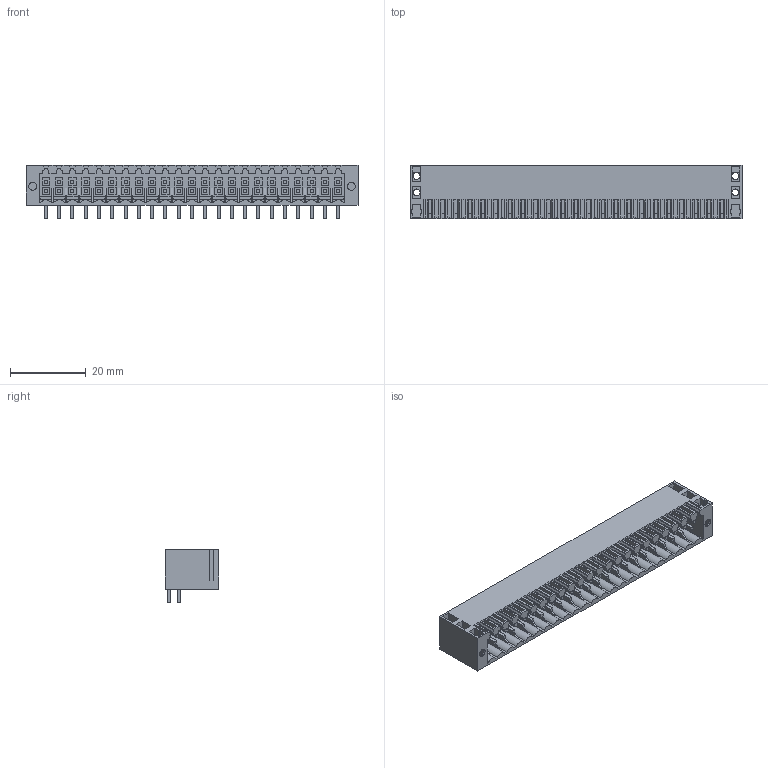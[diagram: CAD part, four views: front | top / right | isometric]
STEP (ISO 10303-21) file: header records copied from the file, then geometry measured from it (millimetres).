
FILE_DESCRIPTION(('CATIA V5 STEP Exchange','CAx-IF Rec.Pracs.--- Model Styling and Organization---1.4--- 2014-01-23'),'2;1');
FILE_NAME ('321713-1_0_2559500000_2559500000.stp','2020-12-15T12:51:07+00:00',('none'),('Weidmueller'),'CATIA Version 5-6 Release 2016 SP3 HF44','CATIA V5 STEP AP214','none');
FILE_SCHEMA(('AUTOMOTIVE_DESIGN { 1 0 10303 214 1 1 1 1 }'));
Products named in the file (1): 2559500000
Bounding box: 87.5 x 14.2 x 14 mm (x, y, z)
Volume: 6012.8 mm3; surface area: 13307.3 mm2
Topology: 93 solids, 93 shells, 2350 faces, 6203 edges, 4133 vertices
Faces by surface type: plane 2288, cylinder 62
Entity records: 64243 total; most frequent: ORIENTED_EDGE 12400, CARTESIAN_POINT 11837, DIRECTION 7940, EDGE_CURVE 6200, VECTOR 6052, LINE 6052, VERTEX_POINT 4131, EDGE_LOOP 2467
